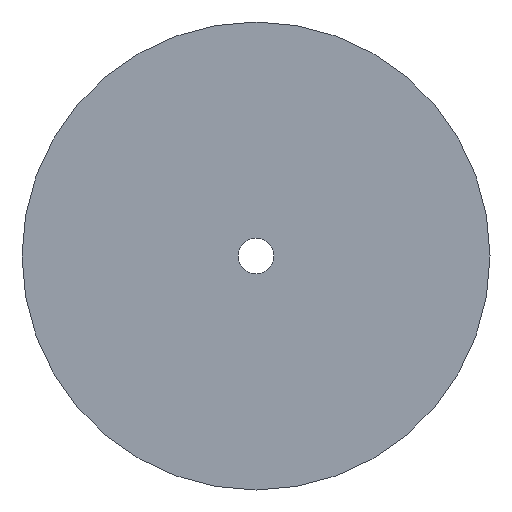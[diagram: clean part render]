
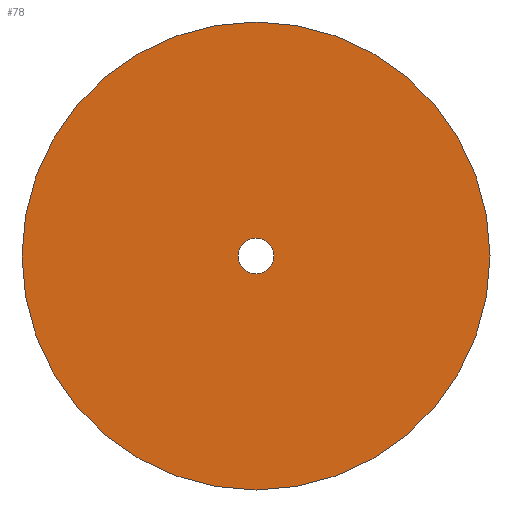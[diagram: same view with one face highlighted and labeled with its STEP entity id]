
A CAD part, front view. The second image highlights one B-rep face of the part: STEP entity #78.
In plain terms, the highlighted planar face has unit normal (0, -1, 0).
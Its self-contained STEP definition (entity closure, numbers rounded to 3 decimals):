
#16=FACE_BOUND('',#32,.T.);
#18=PLANE('',#102);
#25=FACE_OUTER_BOUND('',#31,.T.);
#31=EDGE_LOOP('',(#71));
#32=EDGE_LOOP('',(#72));
#41=CIRCLE('',#97,46.);
#43=CIRCLE('',#101,3.5);
#46=VERTEX_POINT('',#136);
#48=VERTEX_POINT('',#143);
#53=EDGE_CURVE('',#46,#46,#41,.T.);
#56=EDGE_CURVE('',#48,#48,#43,.T.);
#71=ORIENTED_EDGE('',*,*,#53,.F.);
#72=ORIENTED_EDGE('',*,*,#56,.F.);
#78=ADVANCED_FACE('',(#25,#16),#18,.F.);
#97=AXIS2_PLACEMENT_3D('',#138,#115,#116);
#101=AXIS2_PLACEMENT_3D('',#145,#124,#125);
#102=AXIS2_PLACEMENT_3D('',#146,#126,#127);
#115=DIRECTION('center_axis',(0.,1.,0.));
#116=DIRECTION('ref_axis',(1.,0.,0.));
#124=DIRECTION('center_axis',(0.,-1.,0.));
#125=DIRECTION('ref_axis',(1.,0.,0.));
#126=DIRECTION('center_axis',(0.,1.,0.));
#127=DIRECTION('ref_axis',(1.,0.,0.));
#136=CARTESIAN_POINT('',(-46.,0.,0.));
#138=CARTESIAN_POINT('Origin',(0.,0.,0.));
#143=CARTESIAN_POINT('',(-3.5,0.,0.));
#145=CARTESIAN_POINT('Origin',(0.,0.,0.));
#146=CARTESIAN_POINT('Origin',(0.,0.,0.));
